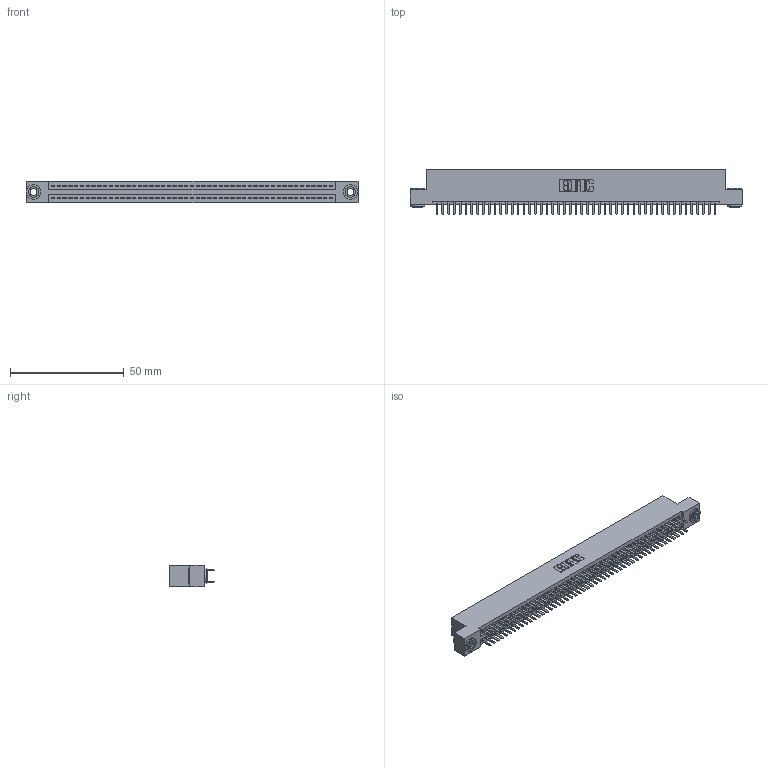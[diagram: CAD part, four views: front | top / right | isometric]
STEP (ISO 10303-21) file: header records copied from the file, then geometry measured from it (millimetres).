
FILE_DESCRIPTION (( 'STEP AP203' ), '1' );
FILE_NAME ('395-098-520-203.STEP', '2019-10-26T02:28:33', ( '' ), ( '' ), 'SwSTEP 2.0', 'SolidWorks 2016', '' );
FILE_SCHEMA (( 'CONFIG_CONTROL_DESIGN' ));
Length unit declared in the file: inch
Products named in the file (4): 345 Part_Flush Mounting Lugs - 0.156 Dia-TH; 345-292-001_345-293-120; 345-250-002_345-250-002-102; 395-098-520-203
Assembly tree (101 placements, depth 2):
  395-098-520-203
    345 Part_Flush Mounting Lugs - 0.156 Dia-TH
    345-292-001_345-293-120  x98
    345-250-002_345-250-002-102  x2
Bounding box: 145.67 x 19.68 x 9.4 mm (x, y, z)
Volume: 14191.7 mm3; surface area: 21226.6 mm2
Topology: 101 solids, 101 shells, 5456 faces, 15803 edges, 10270 vertices
Faces by surface type: plane 3520, cylinder 1928, cone 8
Entity records: 38268 total; most frequent: CARTESIAN_POINT 6395, ORIENTED_EDGE 6310, DIRECTION 5649, EDGE_CURVE 3155, LINE 2799, VECTOR 2799, VERTEX_POINT 2098, AXIS2_PLACEMENT_3D 1425
